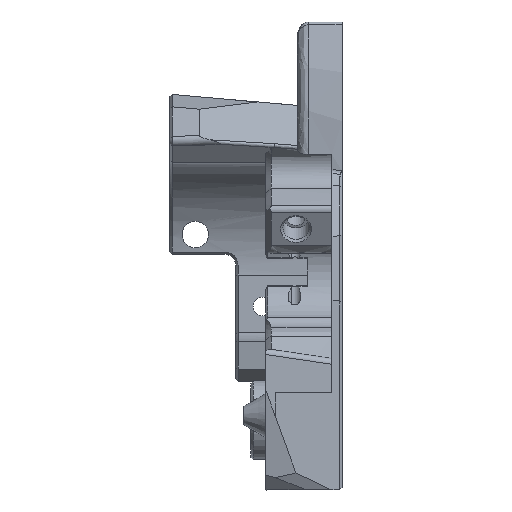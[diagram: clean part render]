
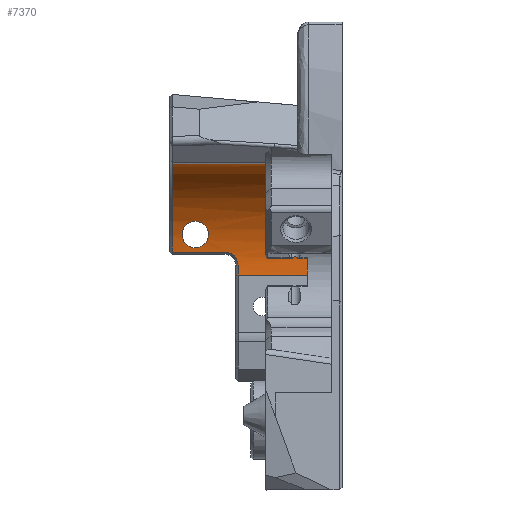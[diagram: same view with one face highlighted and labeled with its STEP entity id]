
A CAD part, left-side view. The second image highlights one B-rep face of the part: STEP entity #7370.
In plain terms, the highlighted cylindrical face has radius 20.2 mm (diameter 40.4 mm), a partial arc.
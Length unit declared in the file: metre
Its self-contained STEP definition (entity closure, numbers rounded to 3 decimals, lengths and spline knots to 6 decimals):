
#85=CYLINDRICAL_SURFACE('',#7926,0.0202);
#153=ELLIPSE('',#7930,0.028567,0.0202);
#332=CIRCLE('',#7927,0.0202);
#333=CIRCLE('',#7928,0.020202);
#334=CIRCLE('',#7929,0.0202);
#522=B_SPLINE_CURVE_WITH_KNOTS('',3,(#11653,#11654,#11655,#11656,#11657,
#11658,#11659),.UNSPECIFIED.,.F.,.F.,(4,1,1,1,4),(0.,
0.005876,0.011752,0.017628,0.023503),
 .UNSPECIFIED.);
#525=B_SPLINE_CURVE_WITH_KNOTS('',3,(#11671,#11672,#11673,#11674),
 .UNSPECIFIED.,.F.,.F.,(4,4),(0.,0.004789),.UNSPECIFIED.);
#527=B_SPLINE_CURVE_WITH_KNOTS('',3,(#11681,#11682,#11683,#11684),
 .UNSPECIFIED.,.F.,.F.,(4,4),(0.,0.005584),.UNSPECIFIED.);
#574=B_SPLINE_CURVE_WITH_KNOTS('',3,(#12401,#12402,#12403,#12404,#12405,
#12406,#12407,#12408,#12409,#12410,#12411,#12412),.UNSPECIFIED.,.T.,.F.,
(1,1,1,1,1,1,1,1,1,1,1,1,1,1,1,1),(-0.003786,-0.001893,
-0.000946,0.,0.001893,0.003786,
0.005679,0.007572,0.009465,0.011358,
0.013251,0.014197,0.015144,0.017037,
0.01893,0.020823),.UNSPECIFIED.);
#575=B_SPLINE_CURVE_WITH_KNOTS('',3,(#12418,#12419,#12420,#12421,#12422),
 .UNSPECIFIED.,.F.,.F.,(4,1,4),(0.,0.001881,
0.003761),.UNSPECIFIED.);
#576=B_SPLINE_CURVE_WITH_KNOTS('',3,(#12424,#12425,#12426,#12427),
 .UNSPECIFIED.,.F.,.F.,(4,4),(0.,0.000023),
 .UNSPECIFIED.);
#1855=ORIENTED_EDGE('',*,*,#3538,.T.);
#1856=ORIENTED_EDGE('',*,*,#3539,.T.);
#1857=ORIENTED_EDGE('',*,*,#3540,.F.);
#1858=ORIENTED_EDGE('',*,*,#3354,.F.);
#1859=ORIENTED_EDGE('',*,*,#3352,.F.);
#1860=ORIENTED_EDGE('',*,*,#3349,.F.);
#1861=ORIENTED_EDGE('',*,*,#3536,.F.);
#1862=ORIENTED_EDGE('',*,*,#3541,.F.);
#1863=ORIENTED_EDGE('',*,*,#3542,.F.);
#1864=ORIENTED_EDGE('',*,*,#3543,.F.);
#1865=ORIENTED_EDGE('',*,*,#3544,.F.);
#1866=ORIENTED_EDGE('',*,*,#3545,.F.);
#1867=ORIENTED_EDGE('',*,*,#3546,.T.);
#1868=ORIENTED_EDGE('',*,*,#3547,.T.);
#3349=EDGE_CURVE('',#4315,#4316,#522,.T.);
#3352=EDGE_CURVE('',#4316,#4317,#525,.T.);
#3354=EDGE_CURVE('',#4317,#4318,#527,.T.);
#3536=EDGE_CURVE('',#4430,#4315,#5088,.T.);
#3538=EDGE_CURVE('',#4431,#4431,#574,.T.);
#3539=EDGE_CURVE('',#4432,#4433,#332,.T.);
#3540=EDGE_CURVE('',#4318,#4433,#5090,.T.);
#3541=EDGE_CURVE('',#4434,#4430,#575,.T.);
#3542=EDGE_CURVE('',#4435,#4434,#576,.T.);
#3543=EDGE_CURVE('',#4436,#4435,#333,.T.);
#3544=EDGE_CURVE('',#4437,#4436,#5091,.T.);
#3545=EDGE_CURVE('',#4438,#4437,#334,.T.);
#3546=EDGE_CURVE('',#4438,#4439,#5092,.T.);
#3547=EDGE_CURVE('',#4439,#4432,#153,.T.);
#4315=VERTEX_POINT('',#11660);
#4316=VERTEX_POINT('',#11661);
#4317=VERTEX_POINT('',#11675);
#4318=VERTEX_POINT('',#11685);
#4430=VERTEX_POINT('',#12398);
#4431=VERTEX_POINT('',#12413);
#4432=VERTEX_POINT('',#12415);
#4433=VERTEX_POINT('',#12416);
#4434=VERTEX_POINT('',#12423);
#4435=VERTEX_POINT('',#12428);
#4436=VERTEX_POINT('',#12430);
#4437=VERTEX_POINT('',#12432);
#4438=VERTEX_POINT('',#12434);
#4439=VERTEX_POINT('',#12436);
#5088=LINE('',#12397,#5696);
#5090=LINE('',#12417,#5698);
#5091=LINE('',#12431,#5699);
#5092=LINE('',#12435,#5700);
#5696=VECTOR('',#9286,1.);
#5698=VECTOR('',#9292,1.);
#5699=VECTOR('',#9295,1.);
#5700=VECTOR('',#9298,1.);
#6139=EDGE_LOOP('',(#1855));
#6140=EDGE_LOOP('',(#1856,#1857,#1858,#1859,#1860,#1861,#1862,#1863,#1864,
#1865,#1866,#1867,#1868));
#6655=FACE_BOUND('',#6139,.T.);
#6656=FACE_BOUND('',#6140,.T.);
#7370=ADVANCED_FACE('',(#6655,#6656),#85,.F.);
#7926=AXIS2_PLACEMENT_3D('',#12400,#9288,#9289);
#7927=AXIS2_PLACEMENT_3D('',#12414,#9290,#9291);
#7928=AXIS2_PLACEMENT_3D('',#12429,#9293,#9294);
#7929=AXIS2_PLACEMENT_3D('',#12433,#9296,#9297);
#7930=AXIS2_PLACEMENT_3D('',#12437,#9299,#9300);
#9286=DIRECTION('',(0.,1.,0.));
#9288=DIRECTION('',(0.,-1.,0.));
#9289=DIRECTION('',(0.921,0.,-0.39));
#9290=DIRECTION('',(0.,-1.,0.));
#9291=DIRECTION('',(0.,0.,1.));
#9292=DIRECTION('',(0.,-1.,0.));
#9293=DIRECTION('',(0.,-1.,0.));
#9294=DIRECTION('',(1.,0.,-0.025));
#9295=DIRECTION('',(0.,1.,0.));
#9296=DIRECTION('',(0.,1.,0.));
#9297=DIRECTION('',(0.,0.,-1.));
#9298=DIRECTION('',(0.,1.,0.));
#9299=DIRECTION('',(0.,-0.707,0.707));
#9300=DIRECTION('',(0.,-0.707,-0.707));
#11653=CARTESIAN_POINT('',(0.01365,0.0222,0.103818));
#11654=CARTESIAN_POINT('',(0.013302,0.022201,0.105746));
#11655=CARTESIAN_POINT('',(0.012037,0.022207,0.109491));
#11656=CARTESIAN_POINT('',(0.008686,0.022199,0.114276));
#11657=CARTESIAN_POINT('',(0.004001,0.022202,0.117977));
#11658=CARTESIAN_POINT('',(0.000421,0.0222,0.119408));
#11659=CARTESIAN_POINT('',(-0.001484,0.0222,0.119868));
#11660=CARTESIAN_POINT('',(0.01365,0.0222,0.103818));
#11661=CARTESIAN_POINT('',(-0.001484,0.0222,0.119868));
#11671=CARTESIAN_POINT('',(-0.001484,0.0222,0.119868));
#11672=CARTESIAN_POINT('',(-0.003047,0.0222,0.120246));
#11673=CARTESIAN_POINT('',(-0.004632,0.0222,0.120435));
#11674=CARTESIAN_POINT('',(-0.00624,0.0222,0.120434));
#11675=CARTESIAN_POINT('',(-0.00624,0.0222,0.120434));
#11681=CARTESIAN_POINT('',(-0.00624,0.0222,0.120434));
#11682=CARTESIAN_POINT('',(-0.008119,0.0222,0.120433));
#11683=CARTESIAN_POINT('',(-0.009962,0.0222,0.120175));
#11684=CARTESIAN_POINT('',(-0.01177,0.0222,0.119659));
#11685=CARTESIAN_POINT('',(-0.01177,0.0222,0.119659));
#12397=CARTESIAN_POINT('',(0.01365,0.017546,0.103818));
#12398=CARTESIAN_POINT('',(0.01365,0.012892,0.103818));
#12400=CARTESIAN_POINT('',(-0.00623,0.0224,0.100234));
#12401=CARTESIAN_POINT('',(0.011848,0.017443,0.109248));
#12402=CARTESIAN_POINT('',(0.012137,0.016315,0.108659));
#12403=CARTESIAN_POINT('',(0.012737,0.015543,0.107284));
#12404=CARTESIAN_POINT('',(0.013326,0.015995,0.105386));
#12405=CARTESIAN_POINT('',(0.01355,0.017754,0.104321));
#12406=CARTESIAN_POINT('',(0.013439,0.019753,0.104893));
#12407=CARTESIAN_POINT('',(0.012957,0.020676,0.106663));
#12408=CARTESIAN_POINT('',(0.012233,0.020165,0.108484));
#12409=CARTESIAN_POINT('',(0.011799,0.018747,0.109343));
#12410=CARTESIAN_POINT('',(0.011848,0.017443,0.109248));
#12411=CARTESIAN_POINT('',(0.012137,0.016315,0.108659));
#12412=CARTESIAN_POINT('',(0.012737,0.015543,0.107284));
#12413=CARTESIAN_POINT('',(0.012081,0.016639,0.108764));
#12414=CARTESIAN_POINT('',(-0.00623,0.0056,0.100234));
#12415=CARTESIAN_POINT('',(0.010956,0.0056,0.11085));
#12416=CARTESIAN_POINT('',(-0.01177,0.0056,0.119659));
#12417=CARTESIAN_POINT('',(-0.01177,0.0224,0.119659));
#12418=CARTESIAN_POINT('',(0.013935,0.010492,0.101424));
#12419=CARTESIAN_POINT('',(0.013898,0.010492,0.102059));
#12420=CARTESIAN_POINT('',(0.013753,0.011013,0.103296));
#12421=CARTESIAN_POINT('',(0.01365,0.012256,0.103818));
#12422=CARTESIAN_POINT('',(0.01365,0.012892,0.103818));
#12423=CARTESIAN_POINT('',(0.013935,0.010492,0.101424));
#12424=CARTESIAN_POINT('',(0.013937,0.010492,0.101401));
#12425=CARTESIAN_POINT('',(0.013936,0.010492,0.101408));
#12426=CARTESIAN_POINT('',(0.013936,0.010492,0.101416));
#12427=CARTESIAN_POINT('',(0.013935,0.010492,0.101424));
#12428=CARTESIAN_POINT('',(0.013937,0.010492,0.101401));
#12429=CARTESIAN_POINT('',(-0.006232,0.010492,0.100234));
#12430=CARTESIAN_POINT('',(0.013964,0.010492,0.09973));
#12431=CARTESIAN_POINT('',(0.013964,0.0224,0.09973));
#12432=CARTESIAN_POINT('',(0.013964,-0.001838,0.09973));
#12433=CARTESIAN_POINT('',(-0.00623,-0.001838,0.100234));
#12434=CARTESIAN_POINT('',(0.011196,-0.001838,0.11045));
#12435=CARTESIAN_POINT('',(0.011196,0.0224,0.11045));
#12436=CARTESIAN_POINT('',(0.011196,0.0052,0.11045));
#12437=CARTESIAN_POINT('',(-0.00623,-0.005016,0.100234));
